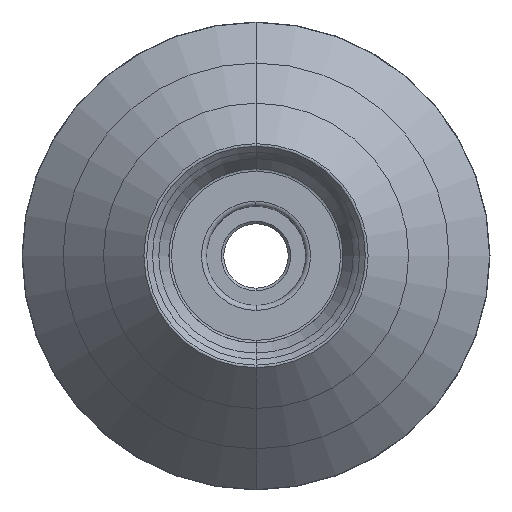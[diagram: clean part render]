
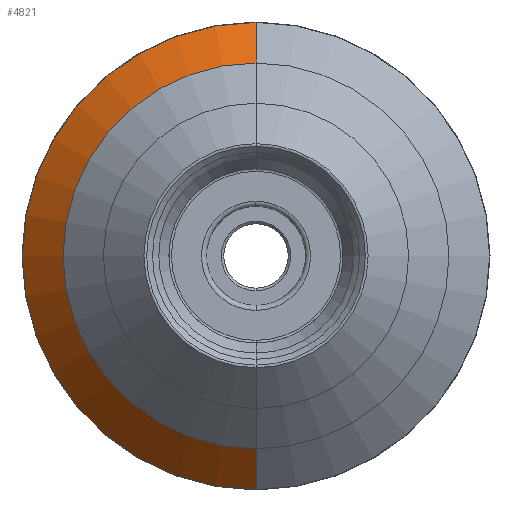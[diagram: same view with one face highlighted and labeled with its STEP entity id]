
A CAD part, top view. The second image highlights one B-rep face of the part: STEP entity #4821.
In plain terms, the highlighted face is a revolution surface.
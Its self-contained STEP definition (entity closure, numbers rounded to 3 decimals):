
#2082=CARTESIAN_POINT('',(0.,38.905,33.597));
#2118=CARTESIAN_POINT('',(0.,-38.905,33.597));
#2154=CARTESIAN_POINT('',(0.,0.,33.597));
#2155=DIRECTION('',(0.,0.,1.));
#2156=DIRECTION('',(0.,1.,0.));
#2157=AXIS2_PLACEMENT_3D('',#2154,#2155,#2156);
#3287=CARTESIAN_POINT('',(0.,47.115,25.385));
#3323=CARTESIAN_POINT('',(0.,-47.115,25.385));
#3336=CARTESIAN_POINT('',(0.,47.115,25.385));
#3337=CARTESIAN_POINT('',(0.,47.021,25.482));
#3338=CARTESIAN_POINT('',(0.,46.832,25.676));
#3339=CARTESIAN_POINT('',(0.,46.548,25.966));
#3340=CARTESIAN_POINT('',(0.,46.264,26.257));
#3341=CARTESIAN_POINT('',(0.,45.979,26.547));
#3342=CARTESIAN_POINT('',(0.,45.695,26.836));
#3343=CARTESIAN_POINT('',(0.,45.41,27.126));
#3344=CARTESIAN_POINT('',(0.,45.125,27.415));
#3345=CARTESIAN_POINT('',(0.,44.84,27.703));
#3346=CARTESIAN_POINT('',(0.,44.555,27.991));
#3347=CARTESIAN_POINT('',(0.,44.269,28.279));
#3348=CARTESIAN_POINT('',(0.,43.983,28.567));
#3349=CARTESIAN_POINT('',(0.,43.698,28.854));
#3350=CARTESIAN_POINT('',(0.,43.411,29.141));
#3351=CARTESIAN_POINT('',(0.,43.125,29.427));
#3352=CARTESIAN_POINT('',(0.,42.839,29.714));
#3353=CARTESIAN_POINT('',(0.,42.552,29.999));
#3354=CARTESIAN_POINT('',(0.,42.266,30.285));
#3355=CARTESIAN_POINT('',(0.,41.979,30.569));
#3356=CARTESIAN_POINT('',(0.,41.693,30.854));
#3357=CARTESIAN_POINT('',(0.,41.407,31.137));
#3358=CARTESIAN_POINT('',(0.,41.12,31.421));
#3359=CARTESIAN_POINT('',(0.,40.834,31.704));
#3360=CARTESIAN_POINT('',(0.,40.547,31.986));
#3361=CARTESIAN_POINT('',(0.,40.261,32.268));
#3362=CARTESIAN_POINT('',(0.,39.974,32.549));
#3363=CARTESIAN_POINT('',(0.,39.688,32.83));
#3364=CARTESIAN_POINT('',(0.,39.402,33.111));
#3365=CARTESIAN_POINT('',(0.,39.141,33.366));
#3366=CARTESIAN_POINT('',(0.,38.975,33.528));
#3367=CARTESIAN_POINT('',(0.,38.905,33.597));
#3372=CARTESIAN_POINT('',(0.,-47.115,25.385));
#3373=CARTESIAN_POINT('',(0.,-47.021,
25.482));
#3374=CARTESIAN_POINT('',(0.,-46.832,
25.676));
#3375=CARTESIAN_POINT('',(0.,-46.548,
25.966));
#3376=CARTESIAN_POINT('',(0.,-46.264,
26.257));
#3377=CARTESIAN_POINT('',(0.,-45.979,
26.547));
#3378=CARTESIAN_POINT('',(0.,-45.695,
26.836));
#3379=CARTESIAN_POINT('',(0.,-45.41,
27.126));
#3380=CARTESIAN_POINT('',(0.,-45.125,
27.415));
#3381=CARTESIAN_POINT('',(0.,-44.84,
27.703));
#3382=CARTESIAN_POINT('',(0.,-44.555,
27.991));
#3383=CARTESIAN_POINT('',(0.,-44.269,
28.279));
#3384=CARTESIAN_POINT('',(0.,-43.983,
28.567));
#3385=CARTESIAN_POINT('',(0.,-43.698,
28.854));
#3386=CARTESIAN_POINT('',(0.,-43.411,
29.141));
#3387=CARTESIAN_POINT('',(0.,-43.125,
29.427));
#3388=CARTESIAN_POINT('',(0.,-42.839,
29.714));
#3389=CARTESIAN_POINT('',(0.,-42.552,
29.999));
#3390=CARTESIAN_POINT('',(0.,-42.266,
30.285));
#3391=CARTESIAN_POINT('',(0.,-41.979,
30.569));
#3392=CARTESIAN_POINT('',(0.,-41.693,
30.854));
#3393=CARTESIAN_POINT('',(0.,-41.407,
31.137));
#3394=CARTESIAN_POINT('',(0.,-41.12,
31.421));
#3395=CARTESIAN_POINT('',(0.,-40.834,
31.704));
#3396=CARTESIAN_POINT('',(0.,-40.547,
31.986));
#3397=CARTESIAN_POINT('',(0.,-40.261,
32.268));
#3398=CARTESIAN_POINT('',(0.,-39.974,
32.549));
#3399=CARTESIAN_POINT('',(0.,-39.688,
32.83));
#3400=CARTESIAN_POINT('',(0.,-39.402,
33.111));
#3401=CARTESIAN_POINT('',(0.,-39.141,
33.366));
#3402=CARTESIAN_POINT('',(0.,-38.975,33.528));
#3403=CARTESIAN_POINT('',(0.,-38.905,33.597));
#3408=CARTESIAN_POINT('',(0.,0.,25.385));
#3409=DIRECTION('',(0.,0.,1.));
#3410=DIRECTION('',(0.,1.,0.));
#3411=AXIS2_PLACEMENT_3D('',#3408,#3409,#3410);
#3424=VERTEX_POINT('',#2082);
#3440=VERTEX_POINT('',#3287);
#3441=VERTEX_POINT('',#2118);
#3457=VERTEX_POINT('',#3323);
#4776=CARTESIAN_POINT('',(0.,38.905,33.597));
#4777=CARTESIAN_POINT('',(0.,38.975,33.528));
#4778=CARTESIAN_POINT('',(0.,39.141,33.366));
#4779=CARTESIAN_POINT('',(0.,39.402,33.111));
#4780=CARTESIAN_POINT('',(0.,39.688,32.83));
#4781=CARTESIAN_POINT('',(0.,39.974,32.549));
#4782=CARTESIAN_POINT('',(0.,40.261,32.268));
#4783=CARTESIAN_POINT('',(0.,40.547,31.986));
#4784=CARTESIAN_POINT('',(0.,40.834,31.704));
#4785=CARTESIAN_POINT('',(0.,41.12,31.421));
#4786=CARTESIAN_POINT('',(0.,41.407,31.137));
#4787=CARTESIAN_POINT('',(0.,41.693,30.854));
#4788=CARTESIAN_POINT('',(0.,41.979,30.569));
#4789=CARTESIAN_POINT('',(0.,42.266,30.285));
#4790=CARTESIAN_POINT('',(0.,42.552,29.999));
#4791=CARTESIAN_POINT('',(0.,42.839,29.714));
#4792=CARTESIAN_POINT('',(0.,43.125,29.427));
#4793=CARTESIAN_POINT('',(0.,43.411,29.141));
#4794=CARTESIAN_POINT('',(0.,43.698,28.854));
#4795=CARTESIAN_POINT('',(0.,43.983,28.567));
#4796=CARTESIAN_POINT('',(0.,44.269,28.279));
#4797=CARTESIAN_POINT('',(0.,44.555,27.991));
#4798=CARTESIAN_POINT('',(0.,44.84,27.703));
#4799=CARTESIAN_POINT('',(0.,45.125,27.415));
#4800=CARTESIAN_POINT('',(0.,45.41,27.126));
#4801=CARTESIAN_POINT('',(0.,45.695,26.836));
#4802=CARTESIAN_POINT('',(0.,45.979,26.547));
#4803=CARTESIAN_POINT('',(0.,46.264,26.257));
#4804=CARTESIAN_POINT('',(0.,46.548,25.966));
#4805=CARTESIAN_POINT('',(0.,46.832,25.676));
#4806=CARTESIAN_POINT('',(0.,47.021,25.482));
#4807=CARTESIAN_POINT('',(0.,47.115,25.385));
#4809=CARTESIAN_POINT('',(0.,0.,51.571));
#4810=DIRECTION('',(0.,0.,-1.));
#4811=AXIS1_PLACEMENT('',#4809,#4810);
#4812=SURFACE_OF_REVOLUTION('',#4808,#4811);
#4814=ORIENTED_EDGE('',*,*,#4813,.T.);
#4815=ORIENTED_EDGE('',*,*,#3547,.T.);
#4817=ORIENTED_EDGE('',*,*,#4816,.F.);
#4818=ORIENTED_EDGE('',*,*,#4769,.F.);
#4819=EDGE_LOOP('',(#4814,#4815,#4817,#4818));
#4820=FACE_OUTER_BOUND('',#4819,.F.);
#4821=ADVANCED_FACE('',(#4820),#4812,.T.);
#2158=CIRCLE('',#2157,38.905);
#3368=B_SPLINE_CURVE_WITH_KNOTS('',3,(#3336,#3337,#3338,#3339,#3340,#3341,#3342,
#3343,#3344,#3345,#3346,#3347,#3348,#3349,#3350,#3351,#3352,#3353,#3354,#3355,
#3356,#3357,#3358,#3359,#3360,#3361,#3362,#3363,#3364,#3365,#3366,#3367),
.UNSPECIFIED.,.F.,.F.,(4,1,1,1,1,1,1,1,1,1,1,1,1,1,1,1,1,1,1,1,1,1,1,1,1,1,1,1,
1,4),(0.,0.035,0.07,0.105,
0.14,0.175,0.21,0.245,
0.28,0.315,0.35,0.384,
0.419,0.454,0.489,0.524,
0.559,0.594,0.628,0.663,
0.698,0.733,0.767,0.802,
0.837,0.871,0.906,0.94,
0.975,1.),.UNSPECIFIED.);
#3404=B_SPLINE_CURVE_WITH_KNOTS('',3,(#3372,#3373,#3374,#3375,#3376,#3377,#3378,
#3379,#3380,#3381,#3382,#3383,#3384,#3385,#3386,#3387,#3388,#3389,#3390,#3391,
#3392,#3393,#3394,#3395,#3396,#3397,#3398,#3399,#3400,#3401,#3402,#3403),
.UNSPECIFIED.,.F.,.F.,(4,1,1,1,1,1,1,1,1,1,1,1,1,1,1,1,1,1,1,1,1,1,1,1,1,1,1,1,
1,4),(0.,0.035,0.07,0.105,
0.14,0.175,0.21,0.245,
0.28,0.315,0.35,0.384,
0.419,0.454,0.489,0.524,
0.559,0.594,0.628,0.663,
0.698,0.733,0.767,0.802,
0.837,0.871,0.906,0.94,
0.975,1.),.UNSPECIFIED.);
#3412=CIRCLE('',#3411,47.115);
#3547=EDGE_CURVE('',#3424,#3441,#2158,.T.);
#4769=EDGE_CURVE('',#3440,#3457,#3412,.T.);
#4808=B_SPLINE_CURVE_WITH_KNOTS('',3,(#4776,#4777,#4778,#4779,#4780,#4781,#4782,
#4783,#4784,#4785,#4786,#4787,#4788,#4789,#4790,#4791,#4792,#4793,#4794,#4795,
#4796,#4797,#4798,#4799,#4800,#4801,#4802,#4803,#4804,#4805,#4806,#4807),
.UNSPECIFIED.,.F.,.F.,(4,1,1,1,1,1,1,1,1,1,1,1,1,1,1,1,1,1,1,1,1,1,1,1,1,1,1,1,
1,4),(0.,0.025,0.06,0.094,
0.129,0.163,0.198,0.233,
0.267,0.302,0.337,0.372,
0.406,0.441,0.476,0.511,
0.546,0.581,0.616,0.65,
0.685,0.72,0.755,0.79,
0.825,0.86,0.895,0.93,
0.965,1.),.UNSPECIFIED.);
#4813=EDGE_CURVE('',#3440,#3424,#3368,.T.);
#4816=EDGE_CURVE('',#3457,#3441,#3404,.T.);
